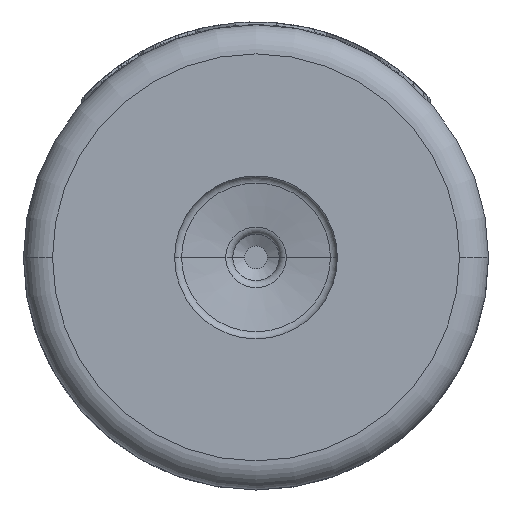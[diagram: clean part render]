
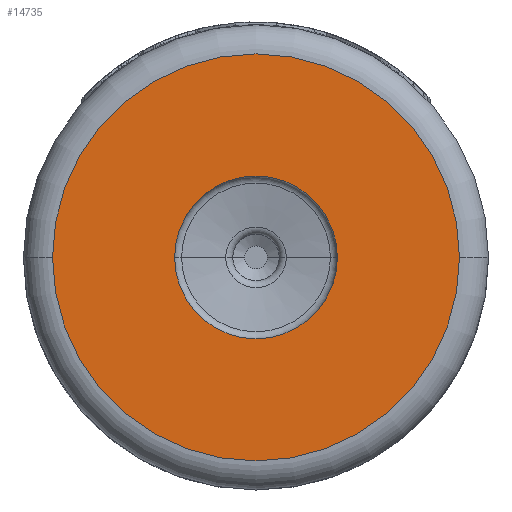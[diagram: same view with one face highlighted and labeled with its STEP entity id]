
A CAD part, front view. The second image highlights one B-rep face of the part: STEP entity #14735.
In plain terms, the highlighted planar face has unit normal (0, -1, 0).
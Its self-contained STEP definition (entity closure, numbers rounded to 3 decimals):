
#2130=CARTESIAN_POINT('',(0.,-4.,0.));
#2131=DIRECTION('',(0.,-1.,0.));
#2132=DIRECTION('',(-1.,0.,0.));
#2133=AXIS2_PLACEMENT_3D('',#2130,#2131,#2132);
#2145=CARTESIAN_POINT('',(0.,-4.,0.));
#2146=DIRECTION('',(0.,-1.,0.));
#2147=DIRECTION('',(-1.,0.,0.));
#2148=AXIS2_PLACEMENT_3D('',#2145,#2146,#2147);
#2150=CARTESIAN_POINT('',(0.,-4.,0.));
#2151=DIRECTION('',(0.,-1.,0.));
#2152=DIRECTION('',(1.,0.,0.));
#2153=AXIS2_PLACEMENT_3D('',#2150,#2151,#2152);
#2155=CARTESIAN_POINT('',(0.,-4.,0.));
#2156=DIRECTION('',(0.,-1.,0.));
#2157=DIRECTION('',(1.,0.,0.));
#2158=AXIS2_PLACEMENT_3D('',#2155,#2156,#2157);
#12383=CARTESIAN_POINT('',(-1.4,-4.,0.));
#12384=CARTESIAN_POINT('',(1.4,-4.,0.));
#12385=VERTEX_POINT('',#12383);
#12386=VERTEX_POINT('',#12384);
#12387=CARTESIAN_POINT('',(3.5,-4.,0.));
#12388=CARTESIAN_POINT('',(-3.5,-4.,0.));
#12389=VERTEX_POINT('',#12387);
#12390=VERTEX_POINT('',#12388);
#14719=CARTESIAN_POINT('',(0.,-4.,0.));
#14720=DIRECTION('',(0.,1.,0.));
#14721=DIRECTION('',(1.,0.,0.));
#14722=AXIS2_PLACEMENT_3D('',#14719,#14720,#14721);
#14723=PLANE('',#14722);
#14725=ORIENTED_EDGE('',*,*,#14724,.F.);
#14726=ORIENTED_EDGE('',*,*,#14709,.F.);
#14727=EDGE_LOOP('',(#14725,#14726));
#14728=FACE_OUTER_BOUND('',#14727,.F.);
#14730=ORIENTED_EDGE('',*,*,#14729,.T.);
#14732=ORIENTED_EDGE('',*,*,#14731,.T.);
#14733=EDGE_LOOP('',(#14730,#14732));
#14734=FACE_BOUND('',#14733,.F.);
#14735=ADVANCED_FACE('',(#14728,#14734),#14723,.F.);
#2134=CIRCLE('',#2133,3.5);
#2149=CIRCLE('',#2148,1.4);
#2154=CIRCLE('',#2153,1.4);
#2159=CIRCLE('',#2158,3.5);
#14709=EDGE_CURVE('',#12390,#12389,#2134,.T.);
#14724=EDGE_CURVE('',#12389,#12390,#2159,.T.);
#14729=EDGE_CURVE('',#12385,#12386,#2149,.T.);
#14731=EDGE_CURVE('',#12386,#12385,#2154,.T.);
